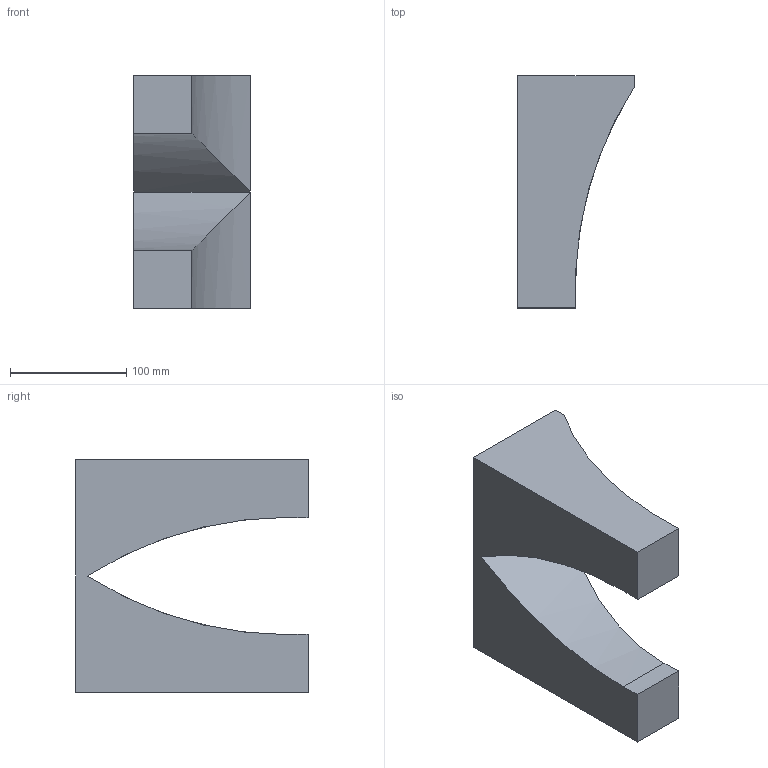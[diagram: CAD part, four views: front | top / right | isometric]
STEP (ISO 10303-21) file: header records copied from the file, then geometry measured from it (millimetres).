
FILE_DESCRIPTION (( 'STEP AP214' ), '1' );
FILE_NAME ('Edge Leg.STEP', '2023-06-09T19:20:49', ( '' ), ( '' ), 'SwSTEP 2.0', 'SolidWorks 2022', '' );
FILE_SCHEMA (( 'AUTOMOTIVE_DESIGN' ));
Length unit declared in the file: millimetre
Products named in the file (1): Edge Leg
Bounding box: 100 x 200 x 200 mm (x, y, z)
Volume: 1854867.7 mm3; surface area: 132375.5 mm2
Topology: 1 solids, 1 shells, 31 faces, 67 edges, 44 vertices
Faces by surface type: cylinder 18, plane 13
Entity records: 889 total; most frequent: DIRECTION 157, CARTESIAN_POINT 155, ORIENTED_EDGE 134, EDGE_CURVE 67, AXIS2_PLACEMENT_3D 62, VERTEX_POINT 44, EDGE_LOOP 37, LINE 33
